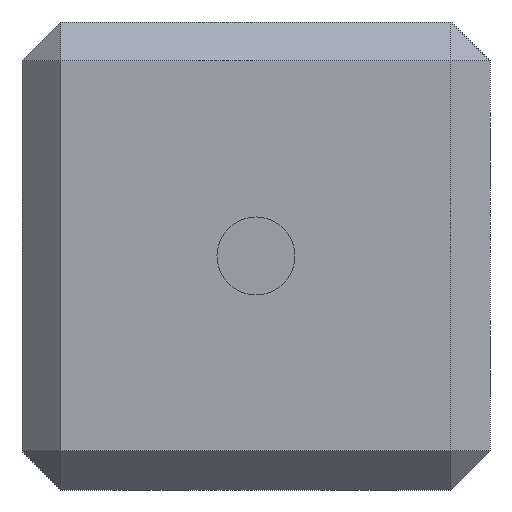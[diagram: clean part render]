
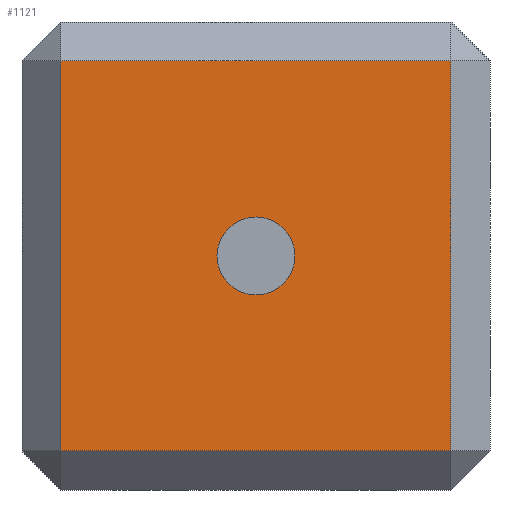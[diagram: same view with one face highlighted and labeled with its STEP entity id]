
A CAD part, front view. The second image highlights one B-rep face of the part: STEP entity #1121.
In plain terms, the highlighted planar face has unit normal (0, -1, 0).
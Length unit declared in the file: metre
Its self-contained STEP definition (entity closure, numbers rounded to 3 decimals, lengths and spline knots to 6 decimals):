
#48=CIRCLE('',#1244,0.0015);
#106=ORIENTED_EDGE('',*,*,#382,.T.);
#107=ORIENTED_EDGE('',*,*,#383,.T.);
#108=ORIENTED_EDGE('',*,*,#384,.T.);
#109=ORIENTED_EDGE('',*,*,#385,.T.);
#110=ORIENTED_EDGE('',*,*,#386,.F.);
#382=EDGE_CURVE('',#520,#521,#596,.T.);
#383=EDGE_CURVE('',#521,#522,#597,.T.);
#384=EDGE_CURVE('',#522,#523,#598,.T.);
#385=EDGE_CURVE('',#523,#520,#599,.T.);
#386=EDGE_CURVE('',#524,#524,#48,.T.);
#520=VERTEX_POINT('',#1798);
#521=VERTEX_POINT('',#1799);
#522=VERTEX_POINT('',#1801);
#523=VERTEX_POINT('',#1803);
#524=VERTEX_POINT('',#1806);
#596=LINE('',#1797,#692);
#597=LINE('',#1800,#693);
#598=LINE('',#1802,#694);
#599=LINE('',#1804,#695);
#692=VECTOR('',#1417,1.);
#693=VECTOR('',#1418,1.);
#694=VECTOR('',#1419,1.);
#695=VECTOR('',#1420,1.);
#790=EDGE_LOOP('',(#106,#107,#108,#109));
#791=EDGE_LOOP('',(#110));
#926=FACE_BOUND('',#790,.T.);
#927=FACE_BOUND('',#791,.T.);
#1048=PLANE('',#1243);
#1121=ADVANCED_FACE('',(#926,#927),#1048,.T.);
#1243=AXIS2_PLACEMENT_3D('',#1796,#1415,#1416);
#1244=AXIS2_PLACEMENT_3D('',#1805,#1421,#1422);
#1415=DIRECTION('',(0.,-1.,0.));
#1416=DIRECTION('',(1.,0.,0.));
#1417=DIRECTION('',(-1.,0.,0.));
#1418=DIRECTION('',(0.,0.,-1.));
#1419=DIRECTION('',(1.,0.,0.));
#1420=DIRECTION('',(0.,0.,1.));
#1421=DIRECTION('',(0.,-1.,0.));
#1422=DIRECTION('',(0.,0.,-1.));
#1796=CARTESIAN_POINT('',(0.,-0.009,0.));
#1797=CARTESIAN_POINT('',(-0.009,-0.009,0.0075));
#1798=CARTESIAN_POINT('',(0.0075,-0.009,0.0075));
#1799=CARTESIAN_POINT('',(-0.0075,-0.009,0.0075));
#1800=CARTESIAN_POINT('',(-0.0075,-0.009,0.));
#1801=CARTESIAN_POINT('',(-0.0075,-0.009,-0.0075));
#1802=CARTESIAN_POINT('',(0.,-0.009,-0.0075));
#1803=CARTESIAN_POINT('',(0.0075,-0.009,-0.0075));
#1804=CARTESIAN_POINT('',(0.0075,-0.009,0.009));
#1805=CARTESIAN_POINT('',(0.,-0.009,0.));
#1806=CARTESIAN_POINT('',(0.,-0.009,-0.0015));
